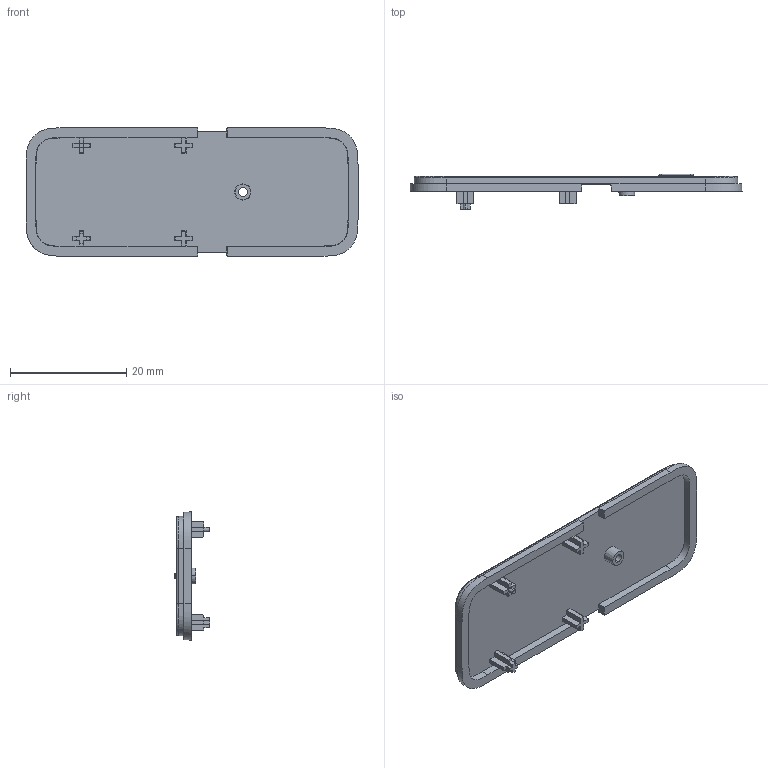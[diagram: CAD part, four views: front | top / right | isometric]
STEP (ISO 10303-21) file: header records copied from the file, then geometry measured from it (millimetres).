
FILE_DESCRIPTION (( 'STEP AP214' ), '1' );
FILE_NAME ('MSFT_FRAME_005_V3.STEP', '2018-03-20T22:16:09', ( '' ), ( '' ), 'SwSTEP 2.0', 'SolidWorks 2016', '' );
FILE_SCHEMA (( 'AUTOMOTIVE_DESIGN' ));
Length unit declared in the file: inch
Products named in the file (1): MSFT_FRAME_005_V3
Bounding box: 57.02 x 6.05 x 22.02 mm (x, y, z)
Volume: 1772.6 mm3; surface area: 3136.3 mm2
Topology: 1 solids, 1 shells, 131 faces, 354 edges, 230 vertices
Faces by surface type: plane 95, bspline 16, cylinder 10, torus 6, cone 4
Entity records: 5821 total; most frequent: CARTESIAN_POINT 2555, ORIENTED_EDGE 708, DIRECTION 600, EDGE_CURVE 354, LINE 284, VECTOR 284, VERTEX_POINT 230, AXIS2_PLACEMENT_3D 158
